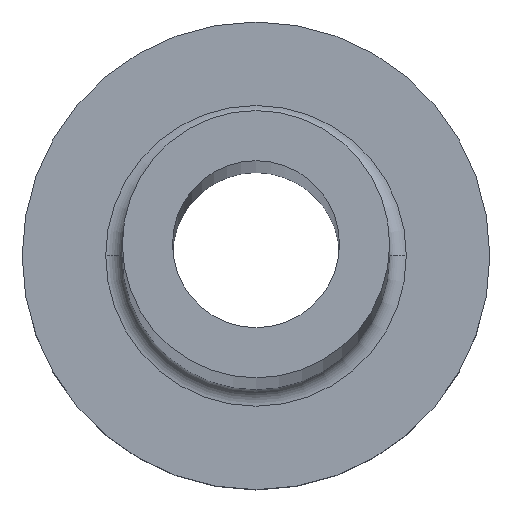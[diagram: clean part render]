
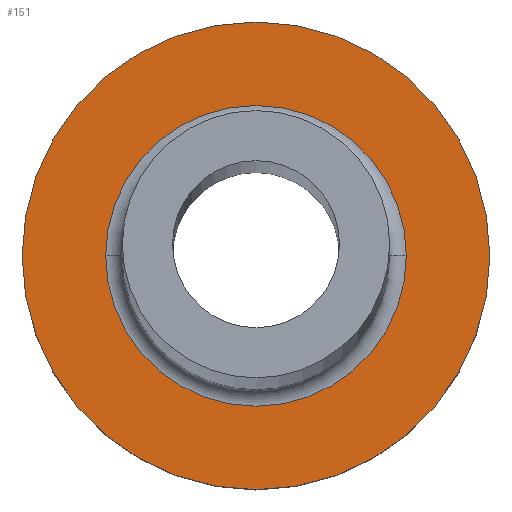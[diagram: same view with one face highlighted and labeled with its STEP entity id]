
A CAD part, top view. The second image highlights one B-rep face of the part: STEP entity #151.
In plain terms, the highlighted planar face has unit normal (0, 0, 1).
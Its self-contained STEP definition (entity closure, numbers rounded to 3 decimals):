
#13 = EDGE_CURVE ( 'NONE', #314, #176, #23, .T. ) ;
#22 = CARTESIAN_POINT ( 'NONE',  ( 0., 0., 5. ) ) ;
#23 = CIRCLE ( 'NONE', #244, 4.5 ) ;
#43 = DIRECTION ( 'NONE',  ( 0., 0., 1. ) ) ;
#45 = CIRCLE ( 'NONE', #249, 7. ) ;
#48 = ORIENTED_EDGE ( 'NONE', *, *, #13, .T. ) ;
#49 = CIRCLE ( 'NONE', #281, 7. ) ;
#66 = FACE_OUTER_BOUND ( 'NONE', #326, .T. ) ;
#88 = EDGE_CURVE ( 'NONE', #176, #314, #354, .T. ) ;
#113 = AXIS2_PLACEMENT_3D ( 'NONE', #22, #253, #138 ) ;
#125 = EDGE_CURVE ( 'NONE', #264, #183, #45, .T. ) ;
#129 = FACE_BOUND ( 'NONE', #131, .T. ) ;
#130 = ORIENTED_EDGE ( 'NONE', *, *, #184, .T. ) ;
#131 = EDGE_LOOP ( 'NONE', ( #48, #240 ) ) ;
#137 = AXIS2_PLACEMENT_3D ( 'NONE', #182, #43, #236 ) ;
#138 = DIRECTION ( 'NONE',  ( 1., 0., 0. ) ) ;
#141 = CARTESIAN_POINT ( 'NONE',  ( 7., 0., 5. ) ) ;
#150 = PLANE ( 'NONE',  #137 ) ;
#151 = ADVANCED_FACE ( 'NONE', ( #129, #66 ), #150, .T. ) ;
#152 = ORIENTED_EDGE ( 'NONE', *, *, #125, .T. ) ;
#176 = VERTEX_POINT ( 'NONE', #207 ) ;
#182 = CARTESIAN_POINT ( 'NONE',  ( 0., 0., 5. ) ) ;
#183 = VERTEX_POINT ( 'NONE', #189 ) ;
#184 = EDGE_CURVE ( 'NONE', #183, #264, #49, .T. ) ;
#185 = DIRECTION ( 'NONE',  ( 0., 0., -1. ) ) ;
#189 = CARTESIAN_POINT ( 'NONE',  ( -7., 0., 5. ) ) ;
#193 = CARTESIAN_POINT ( 'NONE',  ( 0., 0., 5. ) ) ;
#207 = CARTESIAN_POINT ( 'NONE',  ( -4.5, 0., 5. ) ) ;
#212 = CARTESIAN_POINT ( 'NONE',  ( 0., 0., 5. ) ) ;
#223 = CARTESIAN_POINT ( 'NONE',  ( 0., 0., 5. ) ) ;
#225 = CARTESIAN_POINT ( 'NONE',  ( 4.5, 0., 5. ) ) ;
#236 = DIRECTION ( 'NONE',  ( 1., 0., 0. ) ) ;
#240 = ORIENTED_EDGE ( 'NONE', *, *, #88, .T. ) ;
#244 = AXIS2_PLACEMENT_3D ( 'NONE', #223, #185, #308 ) ;
#245 = DIRECTION ( 'NONE',  ( 1., 0., 0. ) ) ;
#249 = AXIS2_PLACEMENT_3D ( 'NONE', #212, #328, #301 ) ;
#253 = DIRECTION ( 'NONE',  ( 0., 0., -1. ) ) ;
#264 = VERTEX_POINT ( 'NONE', #141 ) ;
#281 = AXIS2_PLACEMENT_3D ( 'NONE', #193, #375, #245 ) ;
#301 = DIRECTION ( 'NONE',  ( 1., 0., 0. ) ) ;
#308 = DIRECTION ( 'NONE',  ( 1., 0., 0. ) ) ;
#314 = VERTEX_POINT ( 'NONE', #225 ) ;
#326 = EDGE_LOOP ( 'NONE', ( #130, #152 ) ) ;
#328 = DIRECTION ( 'NONE',  ( 0., 0., 1. ) ) ;
#354 = CIRCLE ( 'NONE', #113, 4.5 ) ;
#375 = DIRECTION ( 'NONE',  ( 0., 0., 1. ) ) ;
